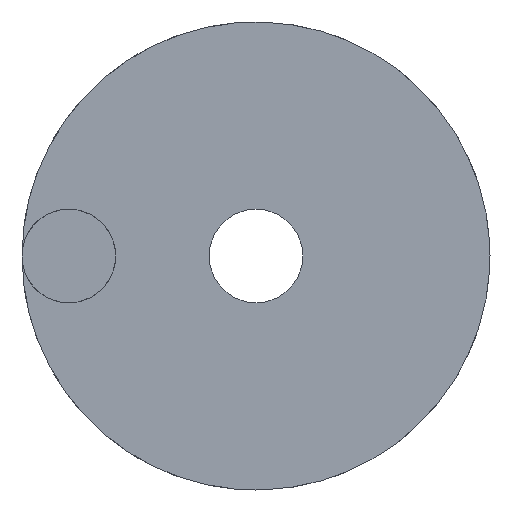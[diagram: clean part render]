
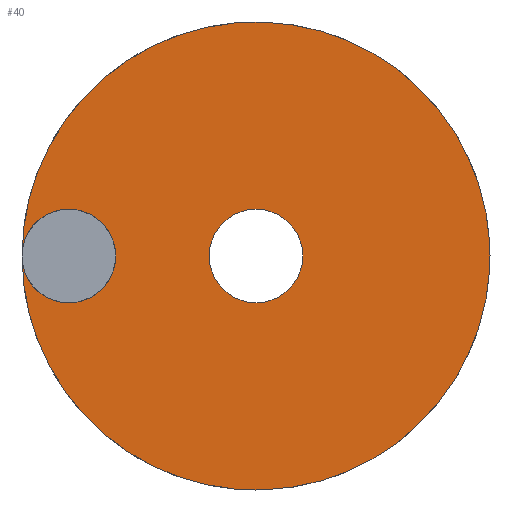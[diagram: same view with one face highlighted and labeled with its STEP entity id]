
A CAD part, front view. The second image highlights one B-rep face of the part: STEP entity #40.
In plain terms, the highlighted planar face has unit normal (0, -1, 0).
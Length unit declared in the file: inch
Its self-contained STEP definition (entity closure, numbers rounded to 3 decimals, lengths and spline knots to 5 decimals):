
#35=PLANE('',#105);
#40=ADVANCED_FACE('',(#51,#52),#35,.T.);
#51=FACE_BOUND('',#61,.T.);
#52=FACE_BOUND('',#62,.T.);
#61=EDGE_LOOP('',(#72,#73));
#62=EDGE_LOOP('',(#74));
#72=ORIENTED_EDGE('',*,*,#88,.T.);
#73=ORIENTED_EDGE('',*,*,#89,.F.);
#74=ORIENTED_EDGE('',*,*,#85,.F.);
#80=VERTEX_POINT('',#138);
#83=VERTEX_POINT('',#145);
#85=EDGE_CURVE('',#80,#80,#91,.T.);
#88=EDGE_CURVE('',#83,#83,#94,.T.);
#89=EDGE_CURVE('',#83,#83,#95,.T.);
#91=CIRCLE('',#98,0.125);
#94=CIRCLE('',#102,0.625);
#95=CIRCLE('',#104,0.125);
#98=AXIS2_PLACEMENT_3D('',#137,#112,#113);
#102=AXIS2_PLACEMENT_3D('',#144,#120,#121);
#104=AXIS2_PLACEMENT_3D('',#147,#124,#125);
#105=AXIS2_PLACEMENT_3D('',#148,#126,#127);
#112=DIRECTION('',(0.,-1.,0.));
#113=DIRECTION('',(1.,0.,0.));
#120=DIRECTION('',(0.,-1.,0.));
#121=DIRECTION('',(1.,0.,0.));
#124=DIRECTION('',(0.,-1.,0.));
#125=DIRECTION('',(1.,0.,0.));
#126=DIRECTION('',(0.,-1.,0.));
#127=DIRECTION('',(0.,0.,-1.));
#137=CARTESIAN_POINT('',(0.,-0.2,0.));
#138=CARTESIAN_POINT('',(0.125,-0.2,0.));
#144=CARTESIAN_POINT('',(0.,-0.2,0.));
#145=CARTESIAN_POINT('',(-0.625,-0.2,0.));
#147=CARTESIAN_POINT('',(-0.5,-0.2,0.));
#148=CARTESIAN_POINT('',(0.,-0.2,0.));
